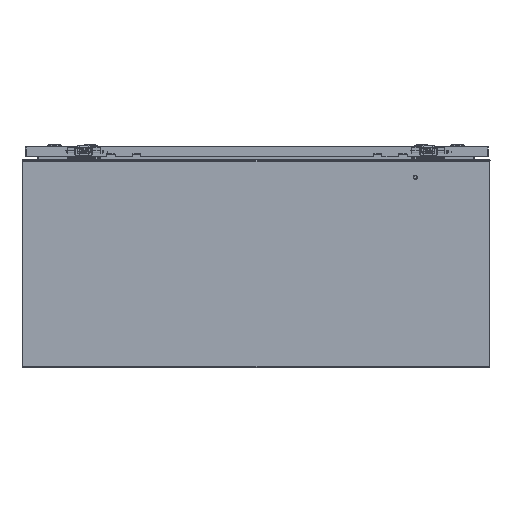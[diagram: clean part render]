
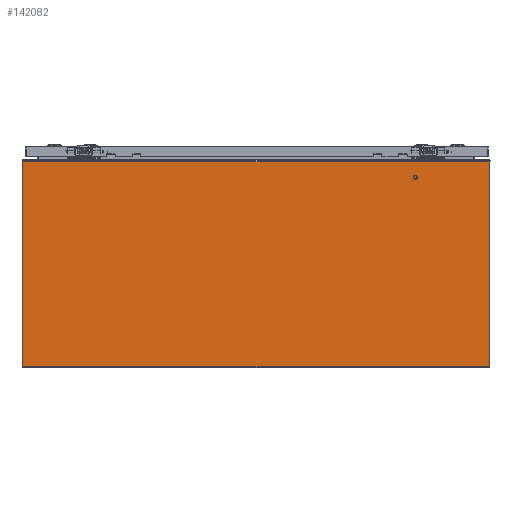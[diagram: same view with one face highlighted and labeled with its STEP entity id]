
A CAD part, left-side view. The second image highlights one B-rep face of the part: STEP entity #142082.
In plain terms, the highlighted planar face has unit normal (-1, 0, 0).
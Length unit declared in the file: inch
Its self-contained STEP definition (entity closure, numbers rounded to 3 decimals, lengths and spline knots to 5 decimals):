
#2440 = VERTEX_POINT ( 'NONE', #14829 ) ;
#6026 = AXIS2_PLACEMENT_3D ( 'NONE', #55520, #148390, #53530 ) ;
#7093 = FACE_OUTER_BOUND ( 'NONE', #130089, .T. ) ;
#8101 = PLANE ( 'NONE',  #6026 ) ;
#11173 = VERTEX_POINT ( 'NONE', #57457 ) ;
#14829 = CARTESIAN_POINT ( 'NONE',  ( -18., -17.925, -7.864 ) ) ;
#27378 = VERTEX_POINT ( 'NONE', #128338 ) ;
#53530 = DIRECTION ( 'NONE',  ( 0., 0., 1. ) ) ;
#55520 = CARTESIAN_POINT ( 'NONE',  ( -18., -17.925, 8. ) ) ;
#55937 = EDGE_CURVE ( 'NONE', #115960, #11173, #177407, .T. ) ;
#57457 = CARTESIAN_POINT ( 'NONE',  ( -18., 17.925, -7.864 ) ) ;
#59601 = DIRECTION ( 'NONE',  ( 0., 1., 0. ) ) ;
#65449 = VECTOR ( 'NONE', #178182, 39.37008 ) ;
#76619 = ORIENTED_EDGE ( 'NONE', *, *, #160245, .F. ) ;
#93185 = CARTESIAN_POINT ( 'NONE',  ( -18., -17.925, -7.864 ) ) ;
#98749 = CARTESIAN_POINT ( 'NONE',  ( -18., -17.925, 8. ) ) ;
#104065 = EDGE_CURVE ( 'NONE', #27378, #115960, #201930, .T. ) ;
#109026 = CARTESIAN_POINT ( 'NONE',  ( -18., -17.925, 7.883 ) ) ;
#110743 = DIRECTION ( 'NONE',  ( 0., 1., 0. ) ) ;
#111778 = LINE ( 'NONE', #93185, #116426 ) ;
#115960 = VERTEX_POINT ( 'NONE', #124018 ) ;
#116426 = VECTOR ( 'NONE', #110743, 39.37008 ) ;
#116769 = ORIENTED_EDGE ( 'NONE', *, *, #133258, .T. ) ;
#124018 = CARTESIAN_POINT ( 'NONE',  ( -18., 17.925, 7.883 ) ) ;
#127696 = ORIENTED_EDGE ( 'NONE', *, *, #104065, .T. ) ;
#127882 = DIRECTION ( 'NONE',  ( 0., 0., -1. ) ) ;
#128338 = CARTESIAN_POINT ( 'NONE',  ( -18., -17.925, 7.883 ) ) ;
#130089 = EDGE_LOOP ( 'NONE', ( #76619, #116769, #127696, #139778 ) ) ;
#133258 = EDGE_CURVE ( 'NONE', #2440, #27378, #146294, .T. ) ;
#137283 = VECTOR ( 'NONE', #127882, 39.37008 ) ;
#139778 = ORIENTED_EDGE ( 'NONE', *, *, #55937, .T. ) ;
#140832 = VECTOR ( 'NONE', #59601, 39.37008 ) ;
#142082 = ADVANCED_FACE ( 'NONE', ( #7093 ), #8101, .T. ) ;
#144496 = CARTESIAN_POINT ( 'NONE',  ( -18., 17.925, 8. ) ) ;
#146294 = LINE ( 'NONE', #98749, #65449 ) ;
#148390 = DIRECTION ( 'NONE',  ( -1., 0., 0. ) ) ;
#160245 = EDGE_CURVE ( 'NONE', #2440, #11173, #111778, .T. ) ;
#177407 = LINE ( 'NONE', #144496, #137283 ) ;
#178182 = DIRECTION ( 'NONE',  ( 0., 0., 1. ) ) ;
#201930 = LINE ( 'NONE', #109026, #140832 ) ;
